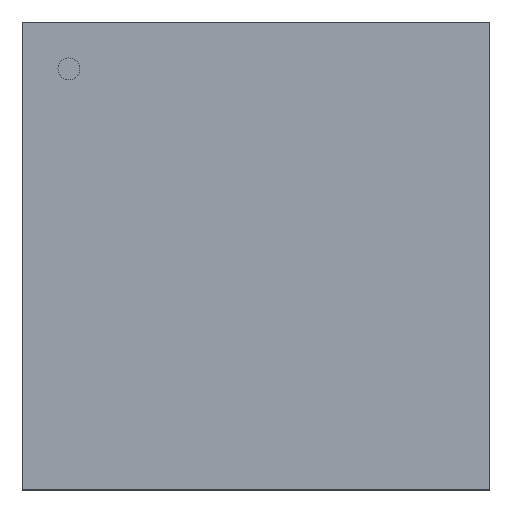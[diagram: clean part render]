
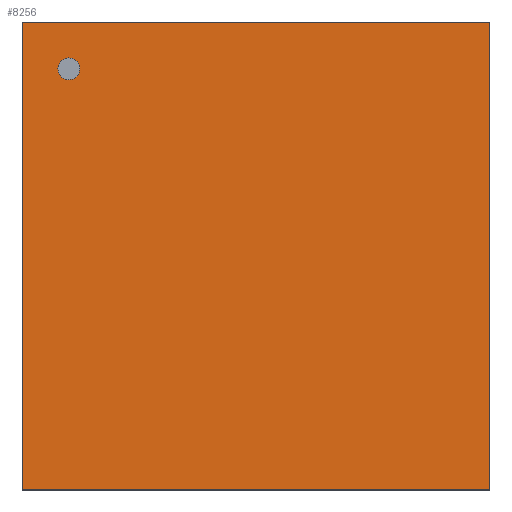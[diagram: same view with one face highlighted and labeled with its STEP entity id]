
A CAD part, top view. The second image highlights one B-rep face of the part: STEP entity #8256.
In plain terms, the highlighted planar face has unit normal (0, 0, 1).
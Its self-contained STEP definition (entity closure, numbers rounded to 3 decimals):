
#802 = CARTESIAN_POINT ( 'NONE',  ( -6., 6., 4.32 ) ) ;
#1861 = ORIENTED_EDGE ( 'NONE', *, *, #18161, .T. ) ;
#2077 = CARTESIAN_POINT ( 'NONE',  ( 0., 7.5, 4.32 ) ) ;
#3120 = EDGE_LOOP ( 'NONE', ( #14437, #19638, #31742, #1861 ) ) ;
#3240 = DIRECTION ( 'NONE',  ( 1., 0., 0. ) ) ;
#3482 = DIRECTION ( 'NONE',  ( 0., -1., 0. ) ) ;
#3937 = CARTESIAN_POINT ( 'NONE',  ( 7.5, 7.5, 4.32 ) ) ;
#4692 = EDGE_CURVE ( 'NONE', #7032, #14291, #30135, .T. ) ;
#5323 = CARTESIAN_POINT ( 'NONE',  ( -5.65, 6., 4.32 ) ) ;
#5449 = LINE ( 'NONE', #13334, #11225 ) ;
#5807 = ORIENTED_EDGE ( 'NONE', *, *, #23773, .T. ) ;
#7032 = VERTEX_POINT ( 'NONE', #8421 ) ;
#8042 = LINE ( 'NONE', #2077, #13805 ) ;
#8256 = ADVANCED_FACE ( 'NONE', ( #13627, #14396 ), #20787, .T. ) ;
#8421 = CARTESIAN_POINT ( 'NONE',  ( -7.5, -7.5, 4.32 ) ) ;
#8464 = CARTESIAN_POINT ( 'NONE',  ( 0., -7.5, 4.32 ) ) ;
#11225 = VECTOR ( 'NONE', #30531, 1000. ) ;
#11423 = AXIS2_PLACEMENT_3D ( 'NONE', #802, #17954, #3240 ) ;
#12269 = CARTESIAN_POINT ( 'NONE',  ( -6., 6., 4.32 ) ) ;
#12408 = ORIENTED_EDGE ( 'NONE', *, *, #28607, .T. ) ;
#13300 = VERTEX_POINT ( 'NONE', #26562 ) ;
#13334 = CARTESIAN_POINT ( 'NONE',  ( 7.5, 0., 4.32 ) ) ;
#13627 = FACE_BOUND ( 'NONE', #21710, .T. ) ;
#13805 = VECTOR ( 'NONE', #21722, 1000. ) ;
#14291 = VERTEX_POINT ( 'NONE', #16797 ) ;
#14396 = FACE_OUTER_BOUND ( 'NONE', #3120, .T. ) ;
#14437 = ORIENTED_EDGE ( 'NONE', *, *, #30790, .T. ) ;
#14443 = DIRECTION ( 'NONE',  ( 0., 0., 1. ) ) ;
#14676 = EDGE_CURVE ( 'NONE', #14291, #17484, #5449, .T. ) ;
#14741 = DIRECTION ( 'NONE',  ( 1., 0., 0. ) ) ;
#15046 = CARTESIAN_POINT ( 'NONE',  ( -6.35, 6., 4.32 ) ) ;
#15747 = DIRECTION ( 'NONE',  ( 1., 0., 0. ) ) ;
#16797 = CARTESIAN_POINT ( 'NONE',  ( 7.5, -7.5, 4.32 ) ) ;
#17484 = VERTEX_POINT ( 'NONE', #3937 ) ;
#17790 = VERTEX_POINT ( 'NONE', #5323 ) ;
#17954 = DIRECTION ( 'NONE',  ( 0., 0., -1. ) ) ;
#18161 = EDGE_CURVE ( 'NONE', #17484, #13300, #8042, .T. ) ;
#19638 = ORIENTED_EDGE ( 'NONE', *, *, #4692, .T. ) ;
#20554 = CARTESIAN_POINT ( 'NONE',  ( -7.5, 0., 4.32 ) ) ;
#20787 = PLANE ( 'NONE',  #23634 ) ;
#21287 = AXIS2_PLACEMENT_3D ( 'NONE', #12269, #29481, #14741 ) ;
#21710 = EDGE_LOOP ( 'NONE', ( #5807, #12408 ) ) ;
#21722 = DIRECTION ( 'NONE',  ( -1., 0., 0. ) ) ;
#22061 = VECTOR ( 'NONE', #3482, 1000. ) ;
#23634 = AXIS2_PLACEMENT_3D ( 'NONE', #29180, #14443, #31636 ) ;
#23773 = EDGE_CURVE ( 'NONE', #17790, #26261, #24763, .T. ) ;
#24763 = CIRCLE ( 'NONE', #21287, 0.35 ) ;
#25449 = CIRCLE ( 'NONE', #11423, 0.35 ) ;
#26261 = VERTEX_POINT ( 'NONE', #15046 ) ;
#26562 = CARTESIAN_POINT ( 'NONE',  ( -7.5, 7.5, 4.32 ) ) ;
#28607 = EDGE_CURVE ( 'NONE', #26261, #17790, #25449, .T. ) ;
#28610 = LINE ( 'NONE', #20554, #22061 ) ;
#29180 = CARTESIAN_POINT ( 'NONE',  ( 0., 0., 4.32 ) ) ;
#29365 = VECTOR ( 'NONE', #15747, 1000. ) ;
#29481 = DIRECTION ( 'NONE',  ( 0., 0., -1. ) ) ;
#30135 = LINE ( 'NONE', #8464, #29365 ) ;
#30531 = DIRECTION ( 'NONE',  ( 0., 1., 0. ) ) ;
#30790 = EDGE_CURVE ( 'NONE', #13300, #7032, #28610, .T. ) ;
#31636 = DIRECTION ( 'NONE',  ( 1., 0., 0. ) ) ;
#31742 = ORIENTED_EDGE ( 'NONE', *, *, #14676, .T. ) ;
